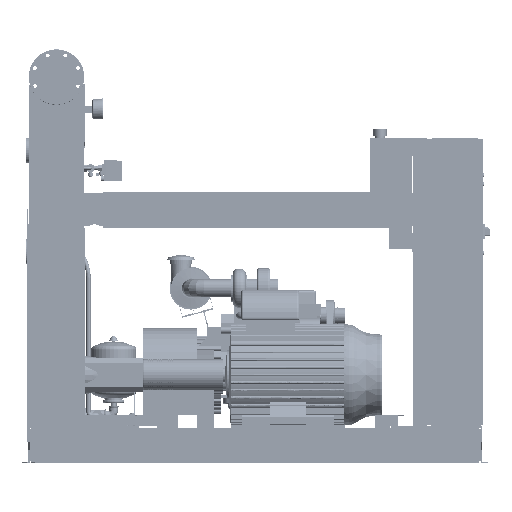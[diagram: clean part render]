
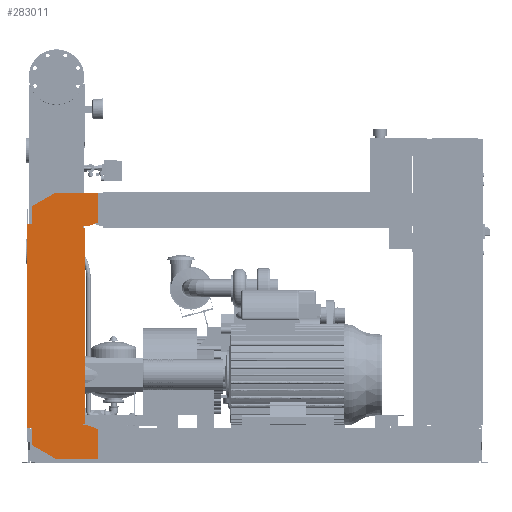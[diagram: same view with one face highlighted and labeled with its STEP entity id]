
A CAD part, front view. The second image highlights one B-rep face of the part: STEP entity #283011.
In plain terms, the highlighted free-form (B-spline) face has degree [1, 1] with [2, 2] control points.
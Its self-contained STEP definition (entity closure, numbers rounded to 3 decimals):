
#282496=CARTESIAN_POINT('',(-111.0,-741.5,1076.0));
#282497=VERTEX_POINT('',#282496);
#282504=CARTESIAN_POINT('',(-111.0,-741.5,1153.378));
#282505=VERTEX_POINT('',#282504);
#282506=CARTESIAN_POINT('',(-111.0,-741.5,1076.0));
#282507=DIRECTION('',(0.0,0.0,1.0));
#282508=VECTOR('',#282507,77.378);
#282509=LINE('',#282506,#282508);
#282510=EDGE_CURVE('',#282497,#282505,#282509,.T.);
#282528=CARTESIAN_POINT('',(-6.0,-741.5,1214.0));
#282529=VERTEX_POINT('',#282528);
#282530=CARTESIAN_POINT('',(-111.0,-741.5,1153.378));
#282531=DIRECTION('',(0.866,0.0,0.5));
#282532=VECTOR('',#282531,121.244);
#282533=LINE('',#282530,#282532);
#282534=EDGE_CURVE('',#282505,#282529,#282533,.T.);
#282552=CARTESIAN_POINT('',(186.0,-741.5,1214.0));
#282553=VERTEX_POINT('',#282552);
#282554=CARTESIAN_POINT('',(-6.0,-741.5,1214.0));
#282555=DIRECTION('',(1.0,0.0,0.0));
#282556=VECTOR('',#282555,192.0);
#282557=LINE('',#282554,#282556);
#282558=EDGE_CURVE('',#282529,#282553,#282557,.T.);
#282576=CARTESIAN_POINT('',(186.,-741.5,1080.379));
#282577=VERTEX_POINT('',#282576);
#282578=CARTESIAN_POINT('',(186.0,-741.5,1214.0));
#282579=DIRECTION('',(0.0,0.0,-1.0));
#282580=VECTOR('',#282579,133.621);
#282581=LINE('',#282578,#282580);
#282582=EDGE_CURVE('',#282553,#282577,#282581,.T.);
#282600=CARTESIAN_POINT('',(141.,-741.5,1064.0));
#282601=VERTEX_POINT('',#282600);
#282602=CARTESIAN_POINT('',(186.,-741.5,1080.379));
#282603=DIRECTION('',(-0.94,0.0,-0.342));
#282604=VECTOR('',#282603,47.888);
#282605=LINE('',#282602,#282604);
#282606=EDGE_CURVE('',#282577,#282601,#282605,.T.);
#282624=CARTESIAN_POINT('',(121.,-741.5,1064.0));
#282625=VERTEX_POINT('',#282624);
#282626=CARTESIAN_POINT('',(141.,-741.5,1064.0));
#282627=DIRECTION('',(-1.0,0.0,0.0));
#282628=VECTOR('',#282627,20.0);
#282629=LINE('',#282626,#282628);
#282630=EDGE_CURVE('',#282601,#282625,#282629,.T.);
#282648=CARTESIAN_POINT('',(121.,-741.5,1056.0));
#282649=VERTEX_POINT('',#282648);
#282650=CARTESIAN_POINT('',(121.,-741.5,1064.0));
#282651=DIRECTION('',(0.0,0.0,-1.0));
#282652=VECTOR('',#282651,8.0);
#282653=LINE('',#282650,#282652);
#282654=EDGE_CURVE('',#282625,#282649,#282653,.T.);
#282672=CARTESIAN_POINT('',(129.,-741.5,1056.0));
#282673=VERTEX_POINT('',#282672);
#282674=CARTESIAN_POINT('',(121.,-741.5,1056.0));
#282675=DIRECTION('',(1.0,0.0,0.0));
#282676=VECTOR('',#282675,8.0);
#282677=LINE('',#282674,#282676);
#282678=EDGE_CURVE('',#282649,#282673,#282677,.T.);
#282696=CARTESIAN_POINT('',(129.,-741.5,176.));
#282697=VERTEX_POINT('',#282696);
#282708=CARTESIAN_POINT('',(129.,-741.5,1056.0));
#282709=DIRECTION('',(0.0,0.0,-1.0));
#282710=VECTOR('',#282709,880.);
#282711=LINE('',#282708,#282710);
#282712=EDGE_CURVE('',#282673,#282697,#282711,.T.);
#282726=CARTESIAN_POINT('',(121.,-741.5,176.));
#282727=VERTEX_POINT('',#282726);
#282728=CARTESIAN_POINT('',(129.,-741.5,176.));
#282729=DIRECTION('',(-1.0,0.0,0.0));
#282730=VECTOR('',#282729,8.0);
#282731=LINE('',#282728,#282730);
#282732=EDGE_CURVE('',#282697,#282727,#282731,.T.);
#282750=CARTESIAN_POINT('',(121.,-741.5,168.));
#282751=VERTEX_POINT('',#282750);
#282752=CARTESIAN_POINT('',(121.,-741.5,176.));
#282753=DIRECTION('',(0.0,0.0,-1.0));
#282754=VECTOR('',#282753,8.0);
#282755=LINE('',#282752,#282754);
#282756=EDGE_CURVE('',#282727,#282751,#282755,.T.);
#282774=CARTESIAN_POINT('',(141.,-741.5,168.));
#282775=VERTEX_POINT('',#282774);
#282776=CARTESIAN_POINT('',(121.,-741.5,168.));
#282777=DIRECTION('',(1.0,0.0,0.0));
#282778=VECTOR('',#282777,20.0);
#282779=LINE('',#282776,#282778);
#282780=EDGE_CURVE('',#282751,#282775,#282779,.T.);
#282798=CARTESIAN_POINT('',(186.,-741.5,151.621));
#282799=VERTEX_POINT('',#282798);
#282800=CARTESIAN_POINT('',(141.,-741.5,168.));
#282801=DIRECTION('',(0.94,0.0,-0.342));
#282802=VECTOR('',#282801,47.888);
#282803=LINE('',#282800,#282802);
#282804=EDGE_CURVE('',#282775,#282799,#282803,.T.);
#282822=CARTESIAN_POINT('',(186.,-741.5,18.0));
#282823=VERTEX_POINT('',#282822);
#282824=CARTESIAN_POINT('',(186.,-741.5,151.621));
#282825=DIRECTION('',(0.0,0.0,-1.0));
#282826=VECTOR('',#282825,133.621);
#282827=LINE('',#282824,#282826);
#282828=EDGE_CURVE('',#282799,#282823,#282827,.T.);
#282846=CARTESIAN_POINT('',(-4.,-741.5,18.0));
#282847=VERTEX_POINT('',#282846);
#282848=CARTESIAN_POINT('',(186.,-741.5,18.0));
#282849=DIRECTION('',(-1.0,0.0,0.0));
#282850=VECTOR('',#282849,190.);
#282851=LINE('',#282848,#282850);
#282852=EDGE_CURVE('',#282823,#282847,#282851,.T.);
#282870=CARTESIAN_POINT('',(-111.,-741.5,79.776));
#282871=VERTEX_POINT('',#282870);
#282872=CARTESIAN_POINT('',(-4.,-741.5,18.0));
#282873=DIRECTION('',(-0.866,0.0,0.5));
#282874=VECTOR('',#282873,123.553);
#282875=LINE('',#282872,#282874);
#282876=EDGE_CURVE('',#282847,#282871,#282875,.T.);
#282894=CARTESIAN_POINT('',(-111.,-741.5,156.0));
#282895=VERTEX_POINT('',#282894);
#282896=CARTESIAN_POINT('',(-111.,-741.5,79.776));
#282897=DIRECTION('',(0.0,0.0,1.0));
#282898=VECTOR('',#282897,76.224);
#282899=LINE('',#282896,#282898);
#282900=EDGE_CURVE('',#282871,#282895,#282899,.T.);
#282918=CARTESIAN_POINT('',(-131.,-741.5,156.0));
#282919=VERTEX_POINT('',#282918);
#282920=CARTESIAN_POINT('',(-111.,-741.5,156.0));
#282921=DIRECTION('',(-1.0,0.0,0.0));
#282922=VECTOR('',#282921,20.0);
#282923=LINE('',#282920,#282922);
#282924=EDGE_CURVE('',#282895,#282919,#282923,.T.);
#282942=CARTESIAN_POINT('',(-131.0,-741.5,1076.0));
#282943=VERTEX_POINT('',#282942);
#282956=CARTESIAN_POINT('',(-131.,-741.5,156.0));
#282957=DIRECTION('',(0.0,0.0,1.0));
#282958=VECTOR('',#282957,920.0);
#282959=LINE('',#282956,#282958);
#282960=EDGE_CURVE('',#282919,#282943,#282959,.T.);
#282974=CARTESIAN_POINT('',(-131.0,-741.5,1076.0));
#282975=DIRECTION('',(1.0,0.0,0.0));
#282976=VECTOR('',#282975,20.0);
#282977=LINE('',#282974,#282976);
#282978=EDGE_CURVE('',#282943,#282497,#282977,.T.);
#282984=CARTESIAN_POINT('',(-131.,-741.5,18.0));
#282985=CARTESIAN_POINT('',(186.0,-741.5,18.0));
#282986=CARTESIAN_POINT('',(-131.,-741.5,1214.0));
#282987=CARTESIAN_POINT('',(186.0,-741.5,1214.0));
#282988=B_SPLINE_SURFACE_WITH_KNOTS('',1,1,((#282984,#282986),(#282985,#282987)),.UNSPECIFIED.,.F.,.F.,.U.,(2,2),(2,2),(0.0,317.),(0.0,1196.0),.UNSPECIFIED.);
#282989=ORIENTED_EDGE('',*,*,#282978,.F.);
#282990=ORIENTED_EDGE('',*,*,#282960,.F.);
#282991=ORIENTED_EDGE('',*,*,#282924,.F.);
#282992=ORIENTED_EDGE('',*,*,#282900,.F.);
#282993=ORIENTED_EDGE('',*,*,#282876,.F.);
#282994=ORIENTED_EDGE('',*,*,#282852,.F.);
#282995=ORIENTED_EDGE('',*,*,#282828,.F.);
#282996=ORIENTED_EDGE('',*,*,#282804,.F.);
#282997=ORIENTED_EDGE('',*,*,#282780,.F.);
#282998=ORIENTED_EDGE('',*,*,#282756,.F.);
#282999=ORIENTED_EDGE('',*,*,#282732,.F.);
#283000=ORIENTED_EDGE('',*,*,#282712,.F.);
#283001=ORIENTED_EDGE('',*,*,#282678,.F.);
#283002=ORIENTED_EDGE('',*,*,#282654,.F.);
#283003=ORIENTED_EDGE('',*,*,#282630,.F.);
#283004=ORIENTED_EDGE('',*,*,#282606,.F.);
#283005=ORIENTED_EDGE('',*,*,#282582,.F.);
#283006=ORIENTED_EDGE('',*,*,#282558,.F.);
#283007=ORIENTED_EDGE('',*,*,#282534,.F.);
#283008=ORIENTED_EDGE('',*,*,#282510,.F.);
#283009=EDGE_LOOP('',(#282989,#282990,#282991,#282992,#282993,#282994,#282995,#282996,#282997,#282998,#282999,#283000,#283001,#283002,#283003,#283004,#283005,#283006,#283007,#283008));
#283010=FACE_OUTER_BOUND('',#283009,.T.);
#283011=ADVANCED_FACE('',(#283010),#282988,.T.);
